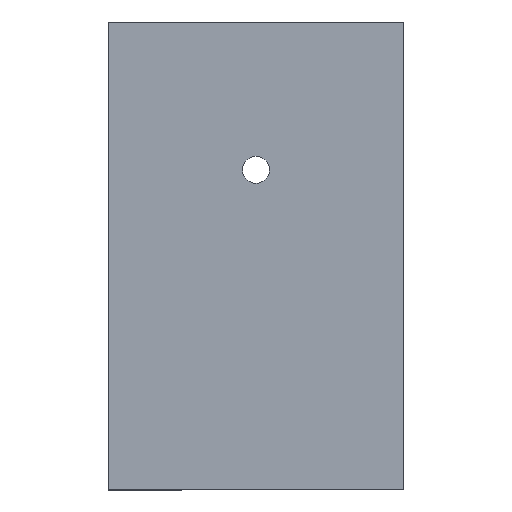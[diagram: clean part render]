
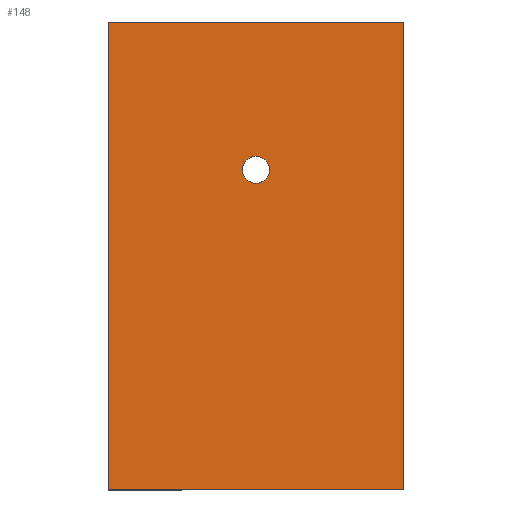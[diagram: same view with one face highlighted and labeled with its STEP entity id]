
A CAD part, top view. The second image highlights one B-rep face of the part: STEP entity #148.
In plain terms, the highlighted planar face has unit normal (0, 0, 1).
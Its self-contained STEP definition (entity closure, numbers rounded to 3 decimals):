
#11 = LINE ( 'NONE', #159, #331 ) ;
#13 = DIRECTION ( 'NONE',  ( 0., 0., 1. ) ) ;
#14 = EDGE_CURVE ( 'NONE', #241, #39, #55, .T. ) ;
#19 = VERTEX_POINT ( 'NONE', #222 ) ;
#26 = AXIS2_PLACEMENT_3D ( 'NONE', #285, #13, #99 ) ;
#31 = LINE ( 'NONE', #211, #181 ) ;
#39 = VERTEX_POINT ( 'NONE', #250 ) ;
#48 = DIRECTION ( 'NONE',  ( -1., 0., 0. ) ) ;
#50 = FACE_BOUND ( 'NONE', #292, .T. ) ;
#55 = LINE ( 'NONE', #251, #276 ) ;
#64 = PLANE ( 'NONE',  #117 ) ;
#71 = EDGE_CURVE ( 'NONE', #19, #77, #395, .T. ) ;
#73 = EDGE_LOOP ( 'NONE', ( #182, #161, #140, #169 ) ) ;
#76 = ORIENTED_EDGE ( 'NONE', *, *, #71, .F. ) ;
#77 = VERTEX_POINT ( 'NONE', #228 ) ;
#79 = EDGE_CURVE ( 'NONE', #39, #116, #11, .T. ) ;
#91 = VECTOR ( 'NONE', #223, 1000. ) ;
#97 = EDGE_CURVE ( 'NONE', #150, #241, #31, .T. ) ;
#99 = DIRECTION ( 'NONE',  ( 1., 0., 0. ) ) ;
#116 = VERTEX_POINT ( 'NONE', #217 ) ;
#117 = AXIS2_PLACEMENT_3D ( 'NONE', #314, #125, #188 ) ;
#125 = DIRECTION ( 'NONE',  ( 0., 0., -1. ) ) ;
#140 = ORIENTED_EDGE ( 'NONE', *, *, #14, .T. ) ;
#148 = ADVANCED_FACE ( 'NONE', ( #50, #291 ), #64, .F. ) ;
#150 = VERTEX_POINT ( 'NONE', #192 ) ;
#159 = CARTESIAN_POINT ( 'NONE',  ( 60., 95., 10. ) ) ;
#161 = ORIENTED_EDGE ( 'NONE', *, *, #97, .T. ) ;
#169 = ORIENTED_EDGE ( 'NONE', *, *, #79, .T. ) ;
#181 = VECTOR ( 'NONE', #366, 1000. ) ;
#182 = ORIENTED_EDGE ( 'NONE', *, *, #373, .T. ) ;
#188 = DIRECTION ( 'NONE',  ( -1., 0., 0. ) ) ;
#191 = DIRECTION ( 'NONE',  ( 0., 1., 0. ) ) ;
#192 = CARTESIAN_POINT ( 'NONE',  ( -60., -95., 10. ) ) ;
#198 = ORIENTED_EDGE ( 'NONE', *, *, #227, .F. ) ;
#209 = DIRECTION ( 'NONE',  ( 0., 0., 1. ) ) ;
#211 = CARTESIAN_POINT ( 'NONE',  ( 60., -95., 10. ) ) ;
#217 = CARTESIAN_POINT ( 'NONE',  ( -60., 95., 10. ) ) ;
#222 = CARTESIAN_POINT ( 'NONE',  ( -5.5, 35., 10. ) ) ;
#223 = DIRECTION ( 'NONE',  ( 0., -1., 0. ) ) ;
#227 = EDGE_CURVE ( 'NONE', #77, #19, #337, .T. ) ;
#228 = CARTESIAN_POINT ( 'NONE',  ( 5.5, 35., 10. ) ) ;
#236 = DIRECTION ( 'NONE',  ( 1., 0., 0. ) ) ;
#241 = VERTEX_POINT ( 'NONE', #352 ) ;
#250 = CARTESIAN_POINT ( 'NONE',  ( 60., 95., 10. ) ) ;
#251 = CARTESIAN_POINT ( 'NONE',  ( 60., 95., 10. ) ) ;
#276 = VECTOR ( 'NONE', #191, 1000. ) ;
#278 = CARTESIAN_POINT ( 'NONE',  ( -60., 95., 10. ) ) ;
#285 = CARTESIAN_POINT ( 'NONE',  ( 0., 35., 10. ) ) ;
#291 = FACE_OUTER_BOUND ( 'NONE', #73, .T. ) ;
#292 = EDGE_LOOP ( 'NONE', ( #198, #76 ) ) ;
#293 = CARTESIAN_POINT ( 'NONE',  ( 0., 35., 10. ) ) ;
#314 = CARTESIAN_POINT ( 'NONE',  ( 0., 0., 10. ) ) ;
#331 = VECTOR ( 'NONE', #48, 1000. ) ;
#337 = CIRCLE ( 'NONE', #393, 5.5 ) ;
#352 = CARTESIAN_POINT ( 'NONE',  ( 60., -95., 10. ) ) ;
#366 = DIRECTION ( 'NONE',  ( 1., 0., 0. ) ) ;
#373 = EDGE_CURVE ( 'NONE', #116, #150, #389, .T. ) ;
#389 = LINE ( 'NONE', #278, #91 ) ;
#393 = AXIS2_PLACEMENT_3D ( 'NONE', #293, #209, #236 ) ;
#395 = CIRCLE ( 'NONE', #26, 5.5 ) ;
